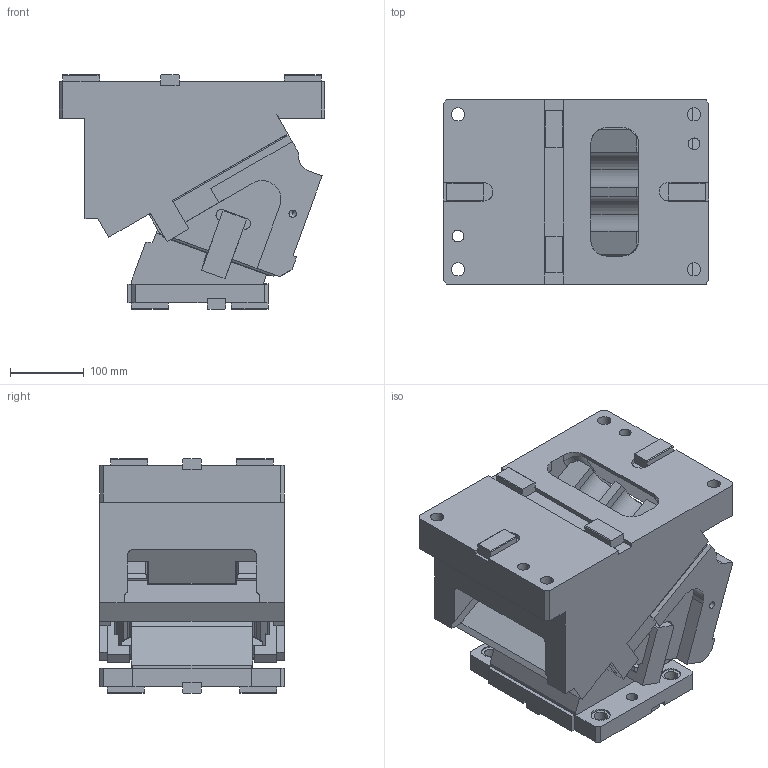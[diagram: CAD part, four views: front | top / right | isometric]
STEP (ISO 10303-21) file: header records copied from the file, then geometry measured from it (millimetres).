
FILE_DESCRIPTION(('CATIA V5 STEP Exchange'),'2;1');
FILE_NAME('CACV_250_20.stp','2015-04-24T14:14:56+00:00',('none'),('none'),'CATIA Version 5 Release 19 SP 2 (IN-10)','CATIA V5 STEP AP203','none');
FILE_SCHEMA(('CONFIG_CONTROL_DESIGN'));
Length unit declared in the file: millimetre
Products named in the file (1): CACV_250_20
Bounding box: 360 x 250 x 318 mm (x, y, z)
Volume: 16374127.7 mm3; surface area: 969324.6 mm2
Topology: 3 solids, 8 shells, 605 faces, 1760 edges, 1150 vertices
Faces by surface type: plane 406, cylinder 165, cone 18, bspline 12, torus 4
Entity records: 20249 total; most frequent: CARTESIAN_POINT 5085, ORIENTED_EDGE 3428, DIRECTION 2613, EDGE_CURVE 1714, VECTOR 1348, LINE 1348, VERTEX_POINT 1138, AXIS2_PLACEMENT_3D 738
